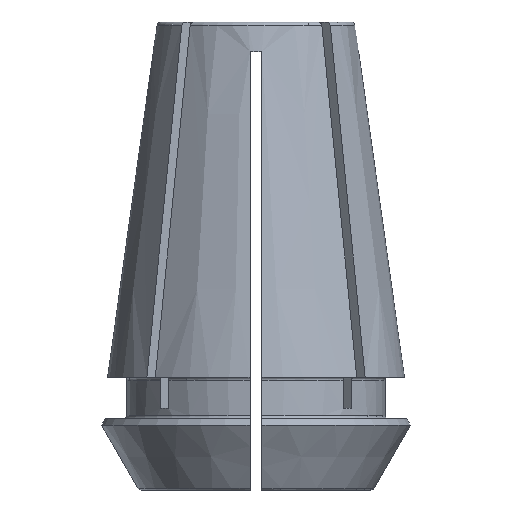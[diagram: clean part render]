
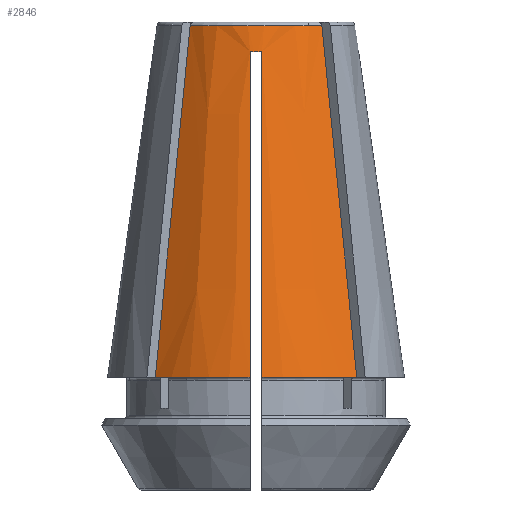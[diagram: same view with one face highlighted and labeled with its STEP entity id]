
A CAD part, front view. The second image highlights one B-rep face of the part: STEP entity #2846.
In plain terms, the highlighted conical face has half-angle 8 degrees and reference radius 6.641 mm.
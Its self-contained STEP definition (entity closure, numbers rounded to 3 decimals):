
#67=CONICAL_SURFACE('',#3105,6.641,0.14);
#125=CIRCLE('',#2975,6.922);
#206=CIRCLE('',#3106,10.);
#207=CIRCLE('',#3107,6.677);
#208=CIRCLE('',#3108,10.);
#1062=ORIENTED_EDGE('',*,*,#1890,.T.);
#1063=ORIENTED_EDGE('',*,*,#1891,.T.);
#1064=ORIENTED_EDGE('',*,*,#1892,.F.);
#1065=ORIENTED_EDGE('',*,*,#1705,.T.);
#1066=ORIENTED_EDGE('',*,*,#1893,.T.);
#1067=ORIENTED_EDGE('',*,*,#1894,.F.);
#1068=ORIENTED_EDGE('',*,*,#1659,.F.);
#1069=ORIENTED_EDGE('',*,*,#1678,.T.);
#1659=EDGE_CURVE('',#2109,#2111,#125,.T.);
#1678=EDGE_CURVE('',#2109,#2129,#2357,.T.);
#1705=EDGE_CURVE('',#2154,#2153,#2363,.T.);
#1890=EDGE_CURVE('',#2129,#2289,#206,.T.);
#1891=EDGE_CURVE('',#2289,#2290,#2402,.T.);
#1892=EDGE_CURVE('',#2154,#2290,#207,.T.);
#1893=EDGE_CURVE('',#2153,#2291,#208,.T.);
#1894=EDGE_CURVE('',#2111,#2291,#2403,.T.);
#2109=VERTEX_POINT('',#4402);
#2111=VERTEX_POINT('',#4405);
#2129=VERTEX_POINT('',#4457);
#2153=VERTEX_POINT('',#4539);
#2154=VERTEX_POINT('',#4547);
#2289=VERTEX_POINT('',#5056);
#2290=VERTEX_POINT('',#5064);
#2291=VERTEX_POINT('',#5067);
#2357=B_SPLINE_CURVE_WITH_KNOTS('',3,(#4458,#4459,#4460,#4461,#4462,#4463,
#4464,#4465,#4466,#4467),.UNSPECIFIED.,.F.,.F.,(4,3,3,4),(0.01,
0.013,0.026,0.032),.UNSPECIFIED.);
#2363=B_SPLINE_CURVE_WITH_KNOTS('',3,(#4540,#4541,#4542,#4543,#4544,#4545,
#4546),.UNSPECIFIED.,.F.,.F.,(4,3,4),(0.,0.012,
0.024),.UNSPECIFIED.);
#2402=B_SPLINE_CURVE_WITH_KNOTS('',3,(#5057,#5058,#5059,#5060,#5061,#5062,
#5063),.UNSPECIFIED.,.F.,.F.,(4,3,4),(0.,0.018,
0.024),.UNSPECIFIED.);
#2403=B_SPLINE_CURVE_WITH_KNOTS('',3,(#5068,#5069,#5070,#5071,#5072,#5073,
#5074,#5075,#5076,#5077),.UNSPECIFIED.,.F.,.F.,(4,3,3,4),(0.01,
0.013,0.026,0.032),.UNSPECIFIED.);
#2482=EDGE_LOOP('',(#1062,#1063,#1064,#1065,#1066,#1067,#1068,#1069));
#2634=FACE_BOUND('',#2482,.T.);
#2846=ADVANCED_FACE('',(#2634),#67,.T.);
#2975=AXIS2_PLACEMENT_3D('',#4404,#3381,#3382);
#3105=AXIS2_PLACEMENT_3D('',#5054,#3741,#3742);
#3106=AXIS2_PLACEMENT_3D('',#5055,#3743,#3744);
#3107=AXIS2_PLACEMENT_3D('',#5065,#3745,#3746);
#3108=AXIS2_PLACEMENT_3D('',#5066,#3747,#3748);
#3381=DIRECTION('',(0.,0.,-1.));
#3382=DIRECTION('',(-1.,0.,0.));
#3741=DIRECTION('',(0.,0.,-1.));
#3742=DIRECTION('',(-1.,0.,0.));
#3743=DIRECTION('',(0.,0.,1.));
#3744=DIRECTION('',(1.,0.,0.));
#3745=DIRECTION('',(0.,0.,1.));
#3746=DIRECTION('',(1.,0.,0.));
#3747=DIRECTION('',(0.,0.,1.));
#3748=DIRECTION('',(1.,0.,0.));
#4402=CARTESIAN_POINT('',(0.4,-6.911,24.7));
#4404=CARTESIAN_POINT('',(0.,0.,24.7));
#4405=CARTESIAN_POINT('',(-0.4,-6.911,24.7));
#4457=CARTESIAN_POINT('',(0.4,-9.992,2.8));
#4458=CARTESIAN_POINT('',(0.4,-6.911,24.7));
#4459=CARTESIAN_POINT('',(0.4,-7.043,23.76));
#4460=CARTESIAN_POINT('',(0.4,-7.175,22.819));
#4461=CARTESIAN_POINT('',(0.4,-7.308,21.879));
#4462=CARTESIAN_POINT('',(0.4,-7.905,17.638));
#4463=CARTESIAN_POINT('',(0.4,-8.501,13.396));
#4464=CARTESIAN_POINT('',(0.4,-9.098,9.155));
#4465=CARTESIAN_POINT('',(0.4,-9.396,7.037));
#4466=CARTESIAN_POINT('',(0.4,-9.694,4.918));
#4467=CARTESIAN_POINT('',(0.4,-9.992,2.8));
#4539=CARTESIAN_POINT('',(-6.783,-7.348,2.8));
#4540=CARTESIAN_POINT('',(-4.43,-4.996,26.442));
#4541=CARTESIAN_POINT('',(-4.816,-5.381,22.572));
#4542=CARTESIAN_POINT('',(-5.201,-5.766,18.703));
#4543=CARTESIAN_POINT('',(-5.586,-6.151,14.833));
#4544=CARTESIAN_POINT('',(-5.985,-6.55,10.822));
#4545=CARTESIAN_POINT('',(-6.384,-6.949,6.811));
#4546=CARTESIAN_POINT('',(-6.783,-7.348,2.8));
#4547=CARTESIAN_POINT('',(-4.43,-4.996,26.442));
#5054=CARTESIAN_POINT('',(0.,0.,26.7));
#5055=CARTESIAN_POINT('',(0.,0.,2.8));
#5056=CARTESIAN_POINT('',(6.783,-7.348,2.8));
#5057=CARTESIAN_POINT('',(6.783,-7.348,2.8));
#5058=CARTESIAN_POINT('',(6.206,-6.772,8.595));
#5059=CARTESIAN_POINT('',(5.63,-6.195,14.39));
#5060=CARTESIAN_POINT('',(5.053,-5.619,20.185));
#5061=CARTESIAN_POINT('',(4.845,-5.411,22.271));
#5062=CARTESIAN_POINT('',(4.638,-5.204,24.356));
#5063=CARTESIAN_POINT('',(4.43,-4.996,26.442));
#5064=CARTESIAN_POINT('',(4.43,-4.996,26.442));
#5065=CARTESIAN_POINT('',(0.,0.,26.442));
#5066=CARTESIAN_POINT('',(0.,0.,2.8));
#5067=CARTESIAN_POINT('',(-0.4,-9.992,2.8));
#5068=CARTESIAN_POINT('',(-0.4,-6.911,24.7));
#5069=CARTESIAN_POINT('',(-0.4,-7.043,23.76));
#5070=CARTESIAN_POINT('',(-0.4,-7.175,22.819));
#5071=CARTESIAN_POINT('',(-0.4,-7.308,21.879));
#5072=CARTESIAN_POINT('',(-0.4,-7.905,17.638));
#5073=CARTESIAN_POINT('',(-0.4,-8.501,13.396));
#5074=CARTESIAN_POINT('',(-0.4,-9.098,9.155));
#5075=CARTESIAN_POINT('',(-0.4,-9.396,7.037));
#5076=CARTESIAN_POINT('',(-0.4,-9.694,4.918));
#5077=CARTESIAN_POINT('',(-0.4,-9.992,2.8));
